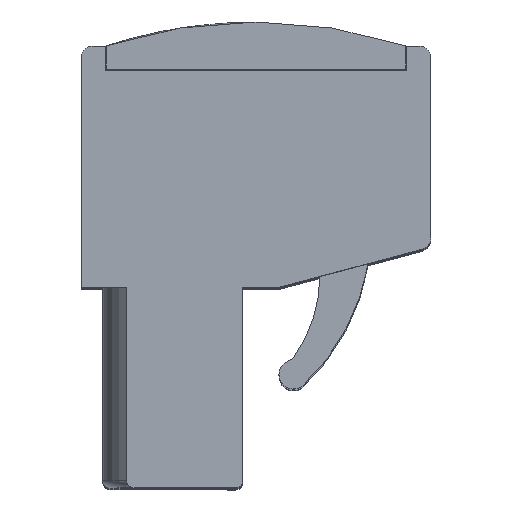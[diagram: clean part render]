
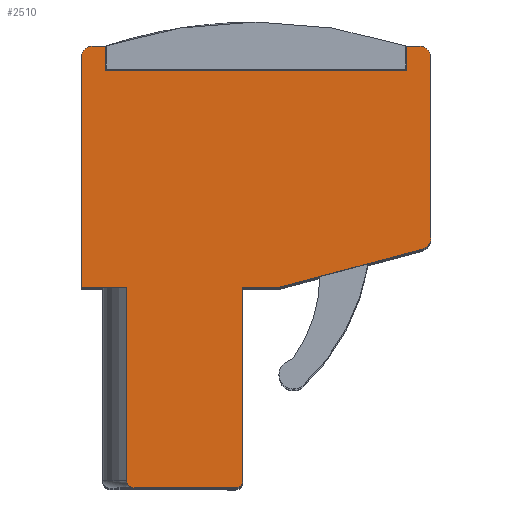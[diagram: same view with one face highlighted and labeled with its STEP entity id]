
A CAD part, top view. The second image highlights one B-rep face of the part: STEP entity #2510.
In plain terms, the highlighted planar face has unit normal (0, 0, 1).
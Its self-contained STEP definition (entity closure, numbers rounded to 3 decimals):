
#26 = CARTESIAN_POINT ( 'NONE',  ( -2.8, 18.3, 2.54 ) ) ;
#191 = CARTESIAN_POINT ( 'NONE',  ( -3.8, 17.8, 2.54 ) ) ;
#199 = VECTOR ( 'NONE', #11021, 1000. ) ;
#202 = CARTESIAN_POINT ( 'NONE',  ( 4.4, 8.3, 2.54 ) ) ;
#232 = DIRECTION ( 'NONE',  ( 0., 0., 1. ) ) ;
#576 = ORIENTED_EDGE ( 'NONE', *, *, #3624, .T. ) ;
#738 = AXIS2_PLACEMENT_3D ( 'NONE', #6076, #13990, #7221 ) ;
#776 = EDGE_CURVE ( 'NONE', #8515, #12869, #3717, .T. ) ;
#904 = CARTESIAN_POINT ( 'NONE',  ( -3.8, 8.3, 2.54 ) ) ;
#978 = CARTESIAN_POINT ( 'NONE',  ( -2.8, 18.3, 2.54 ) ) ;
#1261 = ORIENTED_EDGE ( 'NONE', *, *, #776, .F. ) ;
#1262 = AXIS2_PLACEMENT_3D ( 'NONE', #7083, #232, #8227 ) ;
#1288 = EDGE_CURVE ( 'NONE', #13205, #10048, #14715, .T. ) ;
#1673 = ORIENTED_EDGE ( 'NONE', *, *, #9171, .T. ) ;
#1760 = EDGE_CURVE ( 'NONE', #8854, #2560, #2125, .T. ) ;
#1781 = CARTESIAN_POINT ( 'NONE',  ( 2.6, 0., 2.54 ) ) ;
#1999 = CIRCLE ( 'NONE', #12891, 0.3 ) ;
#2125 = LINE ( 'NONE', #2647, #14192 ) ;
#2188 = EDGE_CURVE ( 'NONE', #5606, #6296, #9226, .T. ) ;
#2201 = ORIENTED_EDGE ( 'NONE', *, *, #8275, .T. ) ;
#2211 = EDGE_CURVE ( 'NONE', #3753, #10270, #9741, .T. ) ;
#2212 = DIRECTION ( 'NONE',  ( 0., 1., 0. ) ) ;
#2344 = LINE ( 'NONE', #13644, #5028 ) ;
#2387 = DIRECTION ( 'NONE',  ( 0.966, 0.259, 0. ) ) ;
#2441 = DIRECTION ( 'NONE',  ( -1., 0., 0. ) ) ;
#2465 = DIRECTION ( 'NONE',  ( 0., 0., 1. ) ) ;
#2510 = ADVANCED_FACE ( 'NONE', ( #5818 ), #4820, .T. ) ;
#2529 = CARTESIAN_POINT ( 'NONE',  ( 10.7, 18.3, 2.54 ) ) ;
#2560 = VERTEX_POINT ( 'NONE', #8363 ) ;
#2565 = CARTESIAN_POINT ( 'NONE',  ( 0., 0., 2.54 ) ) ;
#2647 = CARTESIAN_POINT ( 'NONE',  ( -3.8, 18.3, 2.54 ) ) ;
#2703 = CARTESIAN_POINT ( 'NONE',  ( 9.7, 17.3, 2.54 ) ) ;
#3359 = LINE ( 'NONE', #10576, #9427 ) ;
#3624 = EDGE_CURVE ( 'NONE', #9006, #12865, #7108, .T. ) ;
#3717 = LINE ( 'NONE', #13522, #9636 ) ;
#3721 = DIRECTION ( 'NONE',  ( 1., 0., 0. ) ) ;
#3746 = DIRECTION ( 'NONE',  ( 0., 1., 0. ) ) ;
#3753 = VERTEX_POINT ( 'NONE', #7250 ) ;
#3862 = CARTESIAN_POINT ( 'NONE',  ( 2.9, 0.3, 2.54 ) ) ;
#3894 = LINE ( 'NONE', #904, #6560 ) ;
#3947 = CARTESIAN_POINT ( 'NONE',  ( 10.2, 17.8, 2.54 ) ) ;
#4020 = ORIENTED_EDGE ( 'NONE', *, *, #7110, .F. ) ;
#4153 = CARTESIAN_POINT ( 'NONE',  ( -3.3, 17.8, 2.54 ) ) ;
#4389 = LINE ( 'NONE', #26, #13062 ) ;
#4583 = EDGE_LOOP ( 'NONE', ( #11333, #2201, #9265, #576, #1673, #14380, #8095, #11477, #12841, #13427, #11814, #1261, #10792, #4020, #10971, #12895, #8826, #8572 ) ) ;
#4590 = LINE ( 'NONE', #11615, #10288 ) ;
#4820 = PLANE ( 'NONE',  #8126 ) ;
#5028 = VECTOR ( 'NONE', #8017, 1000. ) ;
#5102 = DIRECTION ( 'NONE',  ( 1., 0., 0. ) ) ;
#5200 = CIRCLE ( 'NONE', #11100, 0.5 ) ;
#5301 = DIRECTION ( 'NONE',  ( 1., 0., 0. ) ) ;
#5542 = VECTOR ( 'NONE', #5901, 1000. ) ;
#5606 = VERTEX_POINT ( 'NONE', #978 ) ;
#5818 = FACE_OUTER_BOUND ( 'NONE', #4583, .T. ) ;
#5901 = DIRECTION ( 'NONE',  ( 0., 1., 0. ) ) ;
#5914 = CARTESIAN_POINT ( 'NONE',  ( 2.9, 8.3, 2.54 ) ) ;
#6076 = CARTESIAN_POINT ( 'NONE',  ( 10.2, 10.372, 2.54 ) ) ;
#6178 = AXIS2_PLACEMENT_3D ( 'NONE', #4153, #12084, #5301 ) ;
#6263 = LINE ( 'NONE', #9974, #199 ) ;
#6296 = VERTEX_POINT ( 'NONE', #11412 ) ;
#6560 = VECTOR ( 'NONE', #12276, 1000. ) ;
#6741 = CARTESIAN_POINT ( 'NONE',  ( -1.9, 8.3, 2.54 ) ) ;
#7083 = CARTESIAN_POINT ( 'NONE',  ( 2.6, 0.3, 2.54 ) ) ;
#7108 = CIRCLE ( 'NONE', #1262, 0.3 ) ;
#7110 = EDGE_CURVE ( 'NONE', #5606, #10253, #4389, .T. ) ;
#7221 = DIRECTION ( 'NONE',  ( 1., 0., 0. ) ) ;
#7250 = CARTESIAN_POINT ( 'NONE',  ( 10.329, 9.889, 2.54 ) ) ;
#7772 = CARTESIAN_POINT ( 'NONE',  ( 2.9, 0., 2.54 ) ) ;
#7875 = CARTESIAN_POINT ( 'NONE',  ( 10.7, 10.372, 2.54 ) ) ;
#8017 = DIRECTION ( 'NONE',  ( -1., 0., 0. ) ) ;
#8095 = ORIENTED_EDGE ( 'NONE', *, *, #13165, .T. ) ;
#8126 = AXIS2_PLACEMENT_3D ( 'NONE', #2565, #10551, #3721 ) ;
#8154 = LINE ( 'NONE', #7772, #11163 ) ;
#8227 = DIRECTION ( 'NONE',  ( 1., 0., 0. ) ) ;
#8275 = EDGE_CURVE ( 'NONE', #8483, #10574, #1999, .T. ) ;
#8363 = CARTESIAN_POINT ( 'NONE',  ( -3.8, 8.3, 2.54 ) ) ;
#8483 = VERTEX_POINT ( 'NONE', #12830 ) ;
#8515 = VERTEX_POINT ( 'NONE', #2703 ) ;
#8530 = EDGE_CURVE ( 'NONE', #12528, #10187, #5200, .T. ) ;
#8572 = ORIENTED_EDGE ( 'NONE', *, *, #11263, .T. ) ;
#8651 = EDGE_CURVE ( 'NONE', #10187, #12869, #6263, .T. ) ;
#8692 = DIRECTION ( 'NONE',  ( 1., 0., 0. ) ) ;
#8826 = ORIENTED_EDGE ( 'NONE', *, *, #1760, .T. ) ;
#8854 = VERTEX_POINT ( 'NONE', #191 ) ;
#9000 = DIRECTION ( 'NONE',  ( 0., 1., 0. ) ) ;
#9006 = VERTEX_POINT ( 'NONE', #1781 ) ;
#9137 = CARTESIAN_POINT ( 'NONE',  ( 10.7, 17.8, 2.54 ) ) ;
#9138 = DIRECTION ( 'NONE',  ( 0., -1., 0. ) ) ;
#9171 = EDGE_CURVE ( 'NONE', #12865, #13205, #8154, .T. ) ;
#9226 = LINE ( 'NONE', #2529, #12210 ) ;
#9265 = ORIENTED_EDGE ( 'NONE', *, *, #13613, .F. ) ;
#9286 = CARTESIAN_POINT ( 'NONE',  ( -1.6, 0.3, 2.54 ) ) ;
#9427 = VECTOR ( 'NONE', #3746, 1000. ) ;
#9466 = EDGE_CURVE ( 'NONE', #10253, #8515, #4590, .T. ) ;
#9636 = VECTOR ( 'NONE', #2212, 1000. ) ;
#9741 = CIRCLE ( 'NONE', #738, 0.5 ) ;
#9765 = CARTESIAN_POINT ( 'NONE',  ( 9.7, 18.3, 2.54 ) ) ;
#9849 = LINE ( 'NONE', #12583, #12502 ) ;
#9974 = CARTESIAN_POINT ( 'NONE',  ( 10.7, 18.3, 2.54 ) ) ;
#10048 = VERTEX_POINT ( 'NONE', #202 ) ;
#10187 = VERTEX_POINT ( 'NONE', #11093 ) ;
#10253 = VERTEX_POINT ( 'NONE', #13492 ) ;
#10270 = VERTEX_POINT ( 'NONE', #7875 ) ;
#10288 = VECTOR ( 'NONE', #10462, 1000. ) ;
#10443 = DIRECTION ( 'NONE',  ( 1., 0., 0. ) ) ;
#10460 = CARTESIAN_POINT ( 'NONE',  ( 10.7, 9.988, 2.54 ) ) ;
#10462 = DIRECTION ( 'NONE',  ( 1., 0., 0. ) ) ;
#10551 = DIRECTION ( 'NONE',  ( 0., 0., 1. ) ) ;
#10574 = VERTEX_POINT ( 'NONE', #13932 ) ;
#10576 = CARTESIAN_POINT ( 'NONE',  ( -1.9, 0., 2.54 ) ) ;
#10631 = DIRECTION ( 'NONE',  ( 0., -1., 0. ) ) ;
#10792 = ORIENTED_EDGE ( 'NONE', *, *, #9466, .F. ) ;
#10971 = ORIENTED_EDGE ( 'NONE', *, *, #2188, .T. ) ;
#11021 = DIRECTION ( 'NONE',  ( -1., 0., 0. ) ) ;
#11093 = CARTESIAN_POINT ( 'NONE',  ( 10.2, 18.3, 2.54 ) ) ;
#11100 = AXIS2_PLACEMENT_3D ( 'NONE', #3947, #11892, #5102 ) ;
#11163 = VECTOR ( 'NONE', #9000, 1000. ) ;
#11263 = EDGE_CURVE ( 'NONE', #2560, #14292, #3894, .T. ) ;
#11333 = ORIENTED_EDGE ( 'NONE', *, *, #14404, .F. ) ;
#11412 = CARTESIAN_POINT ( 'NONE',  ( -3.3, 18.3, 2.54 ) ) ;
#11477 = ORIENTED_EDGE ( 'NONE', *, *, #2211, .T. ) ;
#11615 = CARTESIAN_POINT ( 'NONE',  ( -2.8, 17.3, 2.54 ) ) ;
#11748 = CIRCLE ( 'NONE', #6178, 0.5 ) ;
#11814 = ORIENTED_EDGE ( 'NONE', *, *, #8651, .T. ) ;
#11892 = DIRECTION ( 'NONE',  ( 0., 0., 1. ) ) ;
#11931 = LINE ( 'NONE', #10460, #5542 ) ;
#12032 = CARTESIAN_POINT ( 'NONE',  ( -3.8, 8.3, 2.54 ) ) ;
#12084 = DIRECTION ( 'NONE',  ( 0., 0., 1. ) ) ;
#12210 = VECTOR ( 'NONE', #2441, 1000. ) ;
#12276 = DIRECTION ( 'NONE',  ( 1., 0., 0. ) ) ;
#12502 = VECTOR ( 'NONE', #2387, 1000. ) ;
#12528 = VERTEX_POINT ( 'NONE', #9137 ) ;
#12583 = CARTESIAN_POINT ( 'NONE',  ( 4.4, 8.3, 2.54 ) ) ;
#12830 = CARTESIAN_POINT ( 'NONE',  ( -1.9, 0.3, 2.54 ) ) ;
#12841 = ORIENTED_EDGE ( 'NONE', *, *, #13729, .T. ) ;
#12865 = VERTEX_POINT ( 'NONE', #3862 ) ;
#12869 = VERTEX_POINT ( 'NONE', #9765 ) ;
#12891 = AXIS2_PLACEMENT_3D ( 'NONE', #9286, #2465, #10443 ) ;
#12895 = ORIENTED_EDGE ( 'NONE', *, *, #14109, .T. ) ;
#13062 = VECTOR ( 'NONE', #9138, 1000. ) ;
#13165 = EDGE_CURVE ( 'NONE', #10048, #3753, #9849, .T. ) ;
#13205 = VERTEX_POINT ( 'NONE', #5914 ) ;
#13427 = ORIENTED_EDGE ( 'NONE', *, *, #8530, .T. ) ;
#13492 = CARTESIAN_POINT ( 'NONE',  ( -2.8, 17.3, 2.54 ) ) ;
#13522 = CARTESIAN_POINT ( 'NONE',  ( 9.7, 18.3, 2.54 ) ) ;
#13613 = EDGE_CURVE ( 'NONE', #9006, #10574, #2344, .T. ) ;
#13644 = CARTESIAN_POINT ( 'NONE',  ( -1.9, 0., 2.54 ) ) ;
#13729 = EDGE_CURVE ( 'NONE', #10270, #12528, #11931, .T. ) ;
#13932 = CARTESIAN_POINT ( 'NONE',  ( -1.6, 0., 2.54 ) ) ;
#13990 = DIRECTION ( 'NONE',  ( 0., 0., 1. ) ) ;
#14109 = EDGE_CURVE ( 'NONE', #6296, #8854, #11748, .T. ) ;
#14192 = VECTOR ( 'NONE', #10631, 1000. ) ;
#14292 = VERTEX_POINT ( 'NONE', #6741 ) ;
#14360 = VECTOR ( 'NONE', #8692, 1000. ) ;
#14380 = ORIENTED_EDGE ( 'NONE', *, *, #1288, .T. ) ;
#14404 = EDGE_CURVE ( 'NONE', #8483, #14292, #3359, .T. ) ;
#14715 = LINE ( 'NONE', #12032, #14360 ) ;
